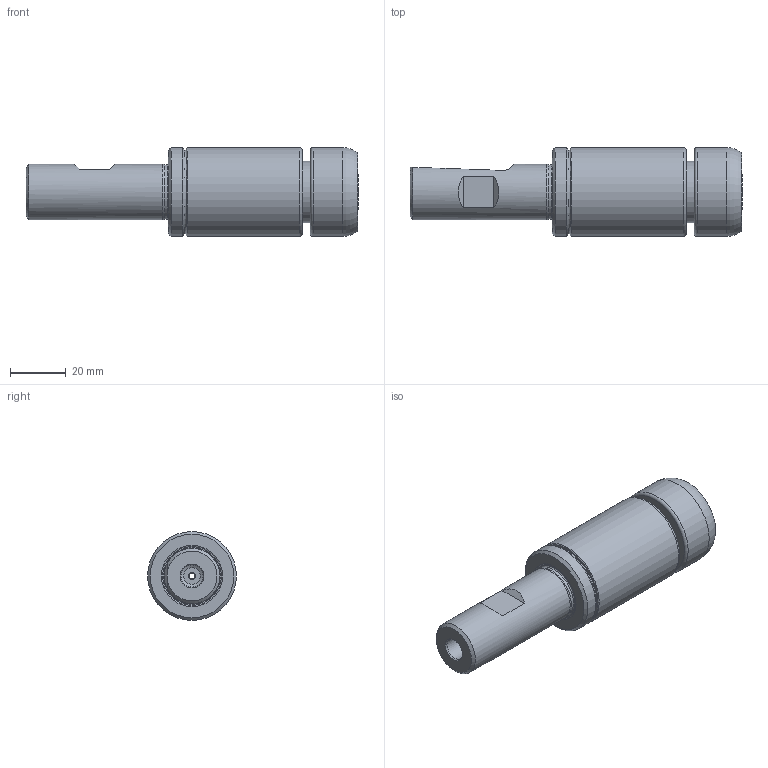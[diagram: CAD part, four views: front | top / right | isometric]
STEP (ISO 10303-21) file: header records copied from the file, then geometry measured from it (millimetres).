
FILE_DESCRIPTION((''),'2;1');
FILE_NAME('ST20D-SMH16-68.stp','2020-06-23T14:07:08',('nttooll'),(''),'Autodesk Inventor 2012','Autodesk Inventor 2012','');
FILE_SCHEMA(('AUTOMOTIVE_DESIGN { 1 0 10303 214 1 1 1 1 }'));
Length unit declared in the file: millimetre
Products named in the file (1): ST20D-SMH16-68
Bounding box: 119.6 x 32 x 32 mm (x, y, z)
Volume: 60435.4 mm3; surface area: 15930.2 mm2
Topology: 1 solids, 1 shells, 66 faces, 121 edges, 71 vertices
Faces by surface type: cylinder 22, plane 20, cone 17, torus 7
Full cylindrical faces by diameter (mm): 2 x1, 2.309 x1, 2.5 x1, 4 x1, 4.3 x1, 5 x2, 6 x1, 8 x1, 10.5 x1, 12.8 x1, 14.75 x1, 19.6 x1, 20 x1, 22 x2, 22.2 x1, 30 x1, 32 x3
Entity records: 1435 total; most frequent: DIRECTION 271, CARTESIAN_POINT 239, ORIENTED_EDGE 152, AXIS2_PLACEMENT_3D 132, EDGE_LOOP 126, EDGE_CURVE 76, VERTEX_POINT 70, FACE_OUTER_BOUND 66
